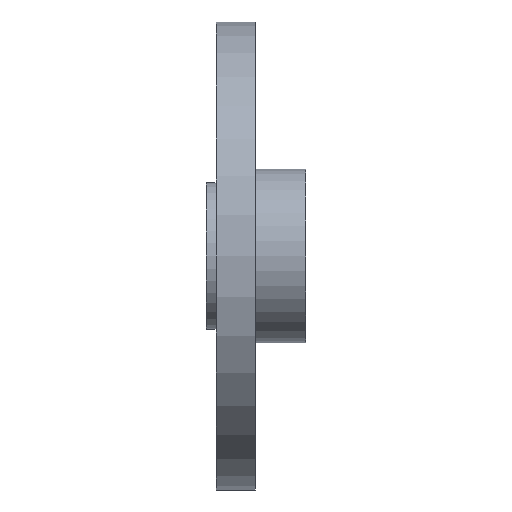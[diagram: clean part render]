
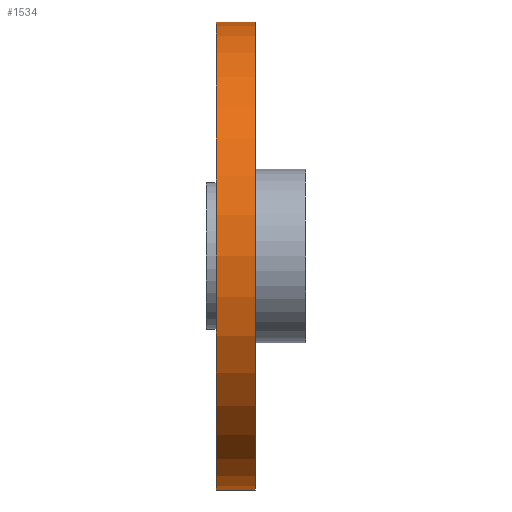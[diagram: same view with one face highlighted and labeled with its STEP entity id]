
A CAD part, left-side view. The second image highlights one B-rep face of the part: STEP entity #1534.
In plain terms, the highlighted cylindrical face has radius 12 mm (diameter 24 mm), a partial arc.
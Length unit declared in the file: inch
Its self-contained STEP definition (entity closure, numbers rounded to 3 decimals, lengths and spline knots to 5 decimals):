
#11 = LINE ( 'NONE', #1626, #1094 ) ;
#19 = ORIENTED_EDGE ( 'NONE', *, *, #854, .F. ) ;
#142 = CARTESIAN_POINT ( 'NONE',  ( 0., 0., 0.47244 ) ) ;
#187 = CARTESIAN_POINT ( 'NONE',  ( 0., 0., -0.47244 ) ) ;
#252 = CARTESIAN_POINT ( 'NONE',  ( 0., 0., 0. ) ) ;
#401 = CARTESIAN_POINT ( 'NONE',  ( 0., 0.07874, -0.47244 ) ) ;
#430 = VERTEX_POINT ( 'NONE', #1620 ) ;
#500 = VECTOR ( 'NONE', #746, 39.37008 ) ;
#517 = DIRECTION ( 'NONE',  ( 0., 0., 1. ) ) ;
#557 = DIRECTION ( 'NONE',  ( 0., 0., 1. ) ) ;
#597 = CYLINDRICAL_SURFACE ( 'NONE', #1487, 0.47244 ) ;
#621 = LINE ( 'NONE', #1471, #500 ) ;
#646 = VERTEX_POINT ( 'NONE', #187 ) ;
#653 = EDGE_CURVE ( 'NONE', #1249, #430, #11, .T. ) ;
#746 = DIRECTION ( 'NONE',  ( 0., 1., 0. ) ) ;
#780 = AXIS2_PLACEMENT_3D ( 'NONE', #926, #1192, #1619 ) ;
#843 = ORIENTED_EDGE ( 'NONE', *, *, #653, .T. ) ;
#854 = EDGE_CURVE ( 'NONE', #646, #1563, #621, .T. ) ;
#926 = CARTESIAN_POINT ( 'NONE',  ( 0., 0., 0. ) ) ;
#936 = EDGE_CURVE ( 'NONE', #646, #1249, #1555, .T. ) ;
#970 = DIRECTION ( 'NONE',  ( 0., 1., 0. ) ) ;
#1023 = EDGE_CURVE ( 'NONE', #1563, #430, #1441, .T. ) ;
#1033 = FACE_OUTER_BOUND ( 'NONE', #1257, .T. ) ;
#1048 = ORIENTED_EDGE ( 'NONE', *, *, #936, .T. ) ;
#1094 = VECTOR ( 'NONE', #1496, 39.37008 ) ;
#1192 = DIRECTION ( 'NONE',  ( 0., 1., 0. ) ) ;
#1249 = VERTEX_POINT ( 'NONE', #142 ) ;
#1257 = EDGE_LOOP ( 'NONE', ( #19, #1048, #843, #1473 ) ) ;
#1383 = DIRECTION ( 'NONE',  ( 0., 1., 0. ) ) ;
#1441 = CIRCLE ( 'NONE', #1577, 0.47244 ) ;
#1471 = CARTESIAN_POINT ( 'NONE',  ( 0., 0., -0.47244 ) ) ;
#1473 = ORIENTED_EDGE ( 'NONE', *, *, #1023, .F. ) ;
#1487 = AXIS2_PLACEMENT_3D ( 'NONE', #252, #970, #557 ) ;
#1495 = CARTESIAN_POINT ( 'NONE',  ( 0., 0.07874, 0. ) ) ;
#1496 = DIRECTION ( 'NONE',  ( 0., 1., 0. ) ) ;
#1534 = ADVANCED_FACE ( 'NONE', ( #1033 ), #597, .T. ) ;
#1555 = CIRCLE ( 'NONE', #780, 0.47244 ) ;
#1563 = VERTEX_POINT ( 'NONE', #401 ) ;
#1577 = AXIS2_PLACEMENT_3D ( 'NONE', #1495, #1383, #517 ) ;
#1619 = DIRECTION ( 'NONE',  ( 0., 0., 1. ) ) ;
#1620 = CARTESIAN_POINT ( 'NONE',  ( 0., 0.07874, 0.47244 ) ) ;
#1626 = CARTESIAN_POINT ( 'NONE',  ( 0., 0., 0.47244 ) ) ;
